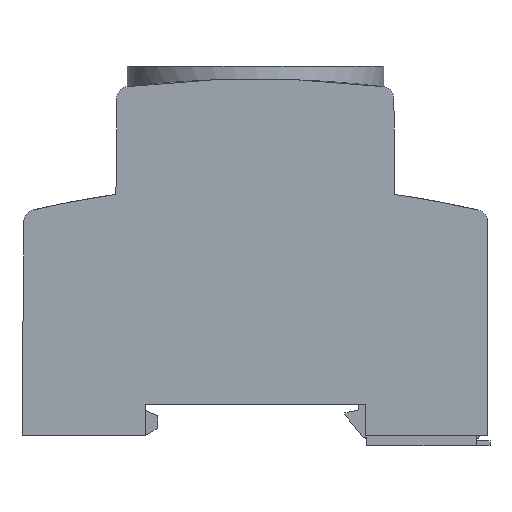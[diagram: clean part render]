
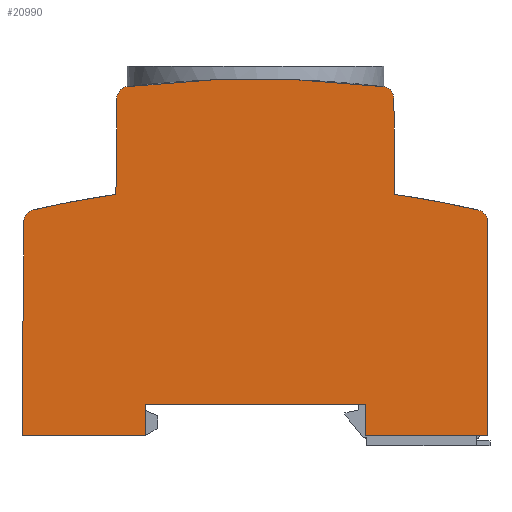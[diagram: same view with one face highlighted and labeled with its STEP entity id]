
A CAD part, left-side view. The second image highlights one B-rep face of the part: STEP entity #20990.
In plain terms, the highlighted face is planar.
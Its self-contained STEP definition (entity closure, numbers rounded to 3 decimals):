
#4850=CARTESIAN_POINT('',(46.858,54.948,-65.25));
#4860=VERTEX_POINT('',#4850);
#4890=CARTESIAN_POINT('',(46.861,55.264,-65.25));
#4900=DIRECTION('',(-0.009,-1.,
0.));
#4910=VECTOR('',#4900,1.);
#4920=LINE('',#4890,#4910);
#4930=CARTESIAN_POINT('',(46.992,70.373,-65.25));
#4940=VERTEX_POINT('',#4930);
#4950=EDGE_CURVE('',#4940,#4860,#4920,.T.);
#16840=CARTESIAN_POINT('',(91.69,70.373,-65.25));
#16850=VERTEX_POINT('',#16840);
#17810=CARTESIAN_POINT('',(89.926,72.341,-65.25));
#17820=VERTEX_POINT('',#17810);
#17850=CARTESIAN_POINT('',(89.69,70.355,-65.25));
#17860=DIRECTION('',(0.,0.,1.));
#17870=DIRECTION('',(1.,0.,0.));
#17880=AXIS2_PLACEMENT_3D('',#17850,#17860,#17870);
#17890=CIRCLE('',#17880,2.);
#17900=EDGE_CURVE('',#16850,#17820,#17890,.T.);
#19760=CARTESIAN_POINT('',(69.341,23.506,-65.25));
#19770=DIRECTION('',(0.,0.,-1.));
#19780=DIRECTION('',(-1.,0.,0.));
#19790=AXIS2_PLACEMENT_3D('',#19760,#19770,#19780);
#19800=PLANE('',#19790);
#19810=CARTESIAN_POINT('',(69.341,-101.444,-65.25));
#19820=DIRECTION('',(0.,0.,-1.));
#19830=DIRECTION('',(-1.,0.,0.));
#19840=AXIS2_PLACEMENT_3D('',#19810,#19820,#19830);
#19850=CIRCLE('',#19840,158.);
#19860=CARTESIAN_POINT('',(33.386,52.411,
-65.25));
#19870=VERTEX_POINT('',#19860);
#19880=EDGE_CURVE('',#19870,#4860,#19850,.T.);
#19890=ORIENTED_EDGE('',*,*,#19880,.T.);
#19900=CARTESIAN_POINT('',(33.841,50.463,
-65.25));
#19910=DIRECTION('',(0.,0.,-1.));
#19920=DIRECTION('',(-1.,0.,0.));
#19930=AXIS2_PLACEMENT_3D('',#19900,#19910,#19920);
#19940=CIRCLE('',#19930,2.);
#19950=CARTESIAN_POINT('',(31.841,50.463,
-65.25));
#19960=VERTEX_POINT('',#19950);
#19970=EDGE_CURVE('',#19960,#19870,#19940,.T.);
#19980=ORIENTED_EDGE('',*,*,#19970,.T.);
#19990=CARTESIAN_POINT('',(31.841,55.264,
-65.25));
#20000=DIRECTION('',(0.,1.,0.));
#20010=VECTOR('',#20000,1.);
#20020=LINE('',#19990,#20010);
#20030=CARTESIAN_POINT('',(31.841,16.056,
-65.25));
#20040=VERTEX_POINT('',#20030);
#20050=EDGE_CURVE('',#20040,#19960,#20020,.T.);
#20060=ORIENTED_EDGE('',*,*,#20050,.T.);
#20070=CARTESIAN_POINT('',(45.021,16.056,-65.25));
#20080=DIRECTION('',(1.,0.,0.));
#20090=VECTOR('',#20080,1.);
#20100=LINE('',#20070,#20090);
#20110=CARTESIAN_POINT('',(51.591,16.056,-65.25));
#20120=VERTEX_POINT('',#20110);
#20130=EDGE_CURVE('',#20040,#20120,#20100,.T.);
#20140=ORIENTED_EDGE('',*,*,#20130,.F.);
#20150=CARTESIAN_POINT('',(51.591,55.264,-65.25));
#20160=DIRECTION('',(0.,-1.,0.));
#20170=VECTOR('',#20160,1.);
#20180=LINE('',#20150,#20170);
#20190=CARTESIAN_POINT('',(51.591,21.056,-65.25));
#20200=VERTEX_POINT('',#20190);
#20210=EDGE_CURVE('',#20200,#20120,#20180,.T.);
#20220=ORIENTED_EDGE('',*,*,#20210,.T.);
#20230=CARTESIAN_POINT('',(45.021,21.056,-65.25));
#20240=DIRECTION('',(1.,0.,0.));
#20250=VECTOR('',#20240,1.);
#20260=LINE('',#20230,#20250);
#20270=CARTESIAN_POINT('',(87.091,21.056,-65.25));
#20280=VERTEX_POINT('',#20270);
#20290=EDGE_CURVE('',#20200,#20280,#20260,.T.);
#20300=ORIENTED_EDGE('',*,*,#20290,.F.);
#20310=CARTESIAN_POINT('',(87.091,55.264,-65.25));
#20320=DIRECTION('',(0.,-1.,0.));
#20330=VECTOR('',#20320,1.);
#20340=LINE('',#20310,#20330);
#20350=CARTESIAN_POINT('',(87.091,16.056,-65.25));
#20360=VERTEX_POINT('',#20350);
#20370=EDGE_CURVE('',#20280,#20360,#20340,.T.);
#20380=ORIENTED_EDGE('',*,*,#20370,.F.);
#20390=CARTESIAN_POINT('',(45.021,16.056,-65.25));
#20400=DIRECTION('',(1.,0.,0.));
#20410=VECTOR('',#20400,1.);
#20420=LINE('',#20390,#20410);
#20430=CARTESIAN_POINT('',(106.975,16.056,-65.25));
#20440=VERTEX_POINT('',#20430);
#20450=EDGE_CURVE('',#20360,#20440,#20420,.T.);
#20460=ORIENTED_EDGE('',*,*,#20450,.F.);
#20470=CARTESIAN_POINT('',(106.633,55.264,-65.25));
#20480=DIRECTION('',(0.009,-1.,
0.));
#20490=VECTOR('',#20480,1.);
#20500=LINE('',#20470,#20490);
#20510=CARTESIAN_POINT('',(106.674,50.52,-65.25));
#20520=VERTEX_POINT('',#20510);
#20530=EDGE_CURVE('',#20520,#20440,#20500,.T.);
#20540=ORIENTED_EDGE('',*,*,#20530,.T.);
#20550=CARTESIAN_POINT('',(104.674,50.502,-65.25));
#20560=DIRECTION('',(0.,0.,-1.));
#20570=DIRECTION('',(-1.,0.,0.));
#20580=AXIS2_PLACEMENT_3D('',#20550,#20560,#20570);
#20590=CIRCLE('',#20580,2.);
#20600=CARTESIAN_POINT('',(105.127,52.45,-65.25));
#20610=VERTEX_POINT('',#20600);
#20620=EDGE_CURVE('',#20610,#20520,#20590,.T.);
#20630=ORIENTED_EDGE('',*,*,#20620,.T.);
#20640=CARTESIAN_POINT('',(69.341,-101.444,-65.25));
#20650=DIRECTION('',(0.,0.,-1.));
#20660=DIRECTION('',(-1.,0.,0.));
#20670=AXIS2_PLACEMENT_3D('',#20640,#20650,#20660);
#20680=CIRCLE('',#20670,158.);
#20690=CARTESIAN_POINT('',(91.825,54.948,-65.25));
#20700=VERTEX_POINT('',#20690);
#20710=EDGE_CURVE('',#20700,#20610,#20680,.T.);
#20720=ORIENTED_EDGE('',*,*,#20710,.T.);
#20730=CARTESIAN_POINT('',(91.822,55.264,-65.25));
#20740=DIRECTION('',(-0.009,1.,
0.));
#20750=VECTOR('',#20740,1.);
#20760=LINE('',#20730,#20750);
#20770=EDGE_CURVE('',#20700,#16850,#20760,.T.);
#20780=ORIENTED_EDGE('',*,*,#20770,.F.);
#20790=ORIENTED_EDGE('',*,*,#17900,.F.);
#20800=CARTESIAN_POINT('',(69.341,-101.444,-65.25));
#20810=DIRECTION('',(0.,0.,-1.));
#20820=DIRECTION('',(-1.,0.,0.));
#20830=AXIS2_PLACEMENT_3D('',#20800,#20810,#20820);
#20840=CIRCLE('',#20830,175.);
#20850=CARTESIAN_POINT('',(48.757,72.341,-65.25));
#20860=VERTEX_POINT('',#20850);
#20870=EDGE_CURVE('',#20860,#17820,#20840,.T.);
#20880=ORIENTED_EDGE('',*,*,#20870,.T.);
#20890=CARTESIAN_POINT('',(48.992,70.355,-65.25));
#20900=DIRECTION('',(0.,0.,-1.));
#20910=DIRECTION('',(-1.,0.,0.));
#20920=AXIS2_PLACEMENT_3D('',#20890,#20900,#20910);
#20930=CIRCLE('',#20920,2.);
#20940=EDGE_CURVE('',#4940,#20860,#20930,.T.);
#20950=ORIENTED_EDGE('',*,*,#20940,.T.);
#20960=ORIENTED_EDGE('',*,*,#4950,.F.);
#20970=EDGE_LOOP('',(#20960,#20950,#20880,#20790,#20780,#20720,#20630,
#20540,#20460,#20380,#20300,#20220,#20140,#20060,#19980,#19890));
#20980=FACE_OUTER_BOUND('',#20970,.T.);
#20990=ADVANCED_FACE('',(#20980),#19800,.T.);
